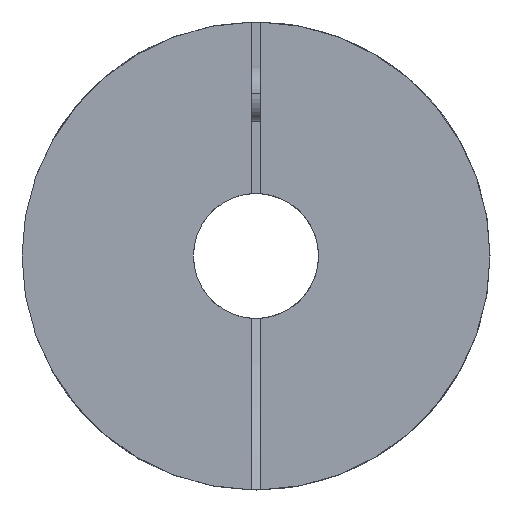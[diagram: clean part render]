
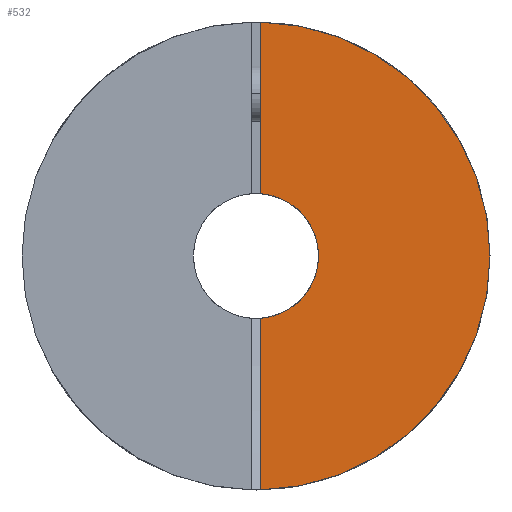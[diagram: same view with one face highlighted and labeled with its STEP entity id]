
A CAD part, left-side view. The second image highlights one B-rep face of the part: STEP entity #532.
In plain terms, the highlighted planar face has unit normal (-1, 0, 0).
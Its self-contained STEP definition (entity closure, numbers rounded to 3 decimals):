
#532=ADVANCED_FACE('',(#1164),#1165,.T.);
#1164=FACE_OUTER_BOUND('',#1919,.T.);
#1165=PLANE('',#1920);
#1919=EDGE_LOOP('',(#3466,#3467,#3468,#3469,#3470,#3471));
#1920=AXIS2_PLACEMENT_3D('',#3472,#3473,#3474);
#3466=ORIENTED_EDGE('',*,*,#4870,.T.);
#3467=ORIENTED_EDGE('',*,*,#4776,.T.);
#3468=ORIENTED_EDGE('',*,*,#4924,.T.);
#3469=ORIENTED_EDGE('',*,*,#4945,.T.);
#3470=ORIENTED_EDGE('',*,*,#4791,.F.);
#3471=ORIENTED_EDGE('',*,*,#4916,.F.);
#3472=CARTESIAN_POINT('',(0.0,-32.0,0.));
#3473=DIRECTION('',(-1.0,0.0,0.0));
#3474=DIRECTION('',(0.0,1.0,0.));
#4776=EDGE_CURVE('',#5849,#5846,#5850,.T.);
#4791=EDGE_CURVE('',#5874,#5877,#5878,.T.);
#4870=EDGE_CURVE('',#6008,#5849,#6009,.T.);
#4916=EDGE_CURVE('',#6008,#5874,#6065,.T.);
#4924=EDGE_CURVE('',#5846,#6075,#6077,.T.);
#4945=EDGE_CURVE('',#6075,#5877,#6098,.T.);
#5846=VERTEX_POINT('',#7059);
#5849=VERTEX_POINT('',#7063);
#5850=CIRCLE('',#7064,13.5);
#5874=VERTEX_POINT('',#7159);
#5877=VERTEX_POINT('',#7163);
#5878=CIRCLE('',#7164,50.5);
#6008=VERTEX_POINT('',#7534);
#6009=LINE('',#7535,#7536);
#6065=CIRCLE('',#7606,50.5);
#6075=VERTEX_POINT('',#7622);
#6077=CIRCLE('',#7625,13.5);
#6098=LINE('',#7652,#7653);
#7059=CARTESIAN_POINT('',(0.0,-13.5,0.));
#7063=CARTESIAN_POINT('',(0.0,-1.,13.463));
#7064=AXIS2_PLACEMENT_3D('',#8928,#8929,#8930);
#7159=CARTESIAN_POINT('',(0.0,-50.5,0.));
#7163=CARTESIAN_POINT('',(0.0,-1.0,-50.49));
#7164=AXIS2_PLACEMENT_3D('',#8948,#8949,#8950);
#7534=CARTESIAN_POINT('',(0.0,-1.,50.49));
#7535=CARTESIAN_POINT('',(0.0,-1.0,2.143));
#7536=VECTOR('',#9057,1.0);
#7606=AXIS2_PLACEMENT_3D('',#9132,#9133,#9134);
#7622=CARTESIAN_POINT('',(0.0,-1.0,-13.463));
#7625=AXIS2_PLACEMENT_3D('',#9146,#9147,#9148);
#7652=CARTESIAN_POINT('',(0.0,-1.0,2.143));
#7653=VECTOR('',#9167,1.0);
#8928=CARTESIAN_POINT('',(0.0,0.0,0.0));
#8929=DIRECTION('',(1.0,0.0,0.0));
#8930=DIRECTION('',(0.0,-1.0,0.));
#8948=CARTESIAN_POINT('',(0.0,0.0,0.0));
#8949=DIRECTION('',(1.0,0.0,0.0));
#8950=DIRECTION('',(0.0,-1.0,0.));
#9057=DIRECTION('',(-0.0,0.,-1.0));
#9132=CARTESIAN_POINT('',(0.0,0.0,0.0));
#9133=DIRECTION('',(1.0,0.0,0.0));
#9134=DIRECTION('',(0.0,-1.0,0.));
#9146=CARTESIAN_POINT('',(0.0,0.0,0.0));
#9147=DIRECTION('',(1.0,0.0,0.0));
#9148=DIRECTION('',(0.0,-1.0,0.));
#9167=DIRECTION('',(-0.0,0.,-1.0));
